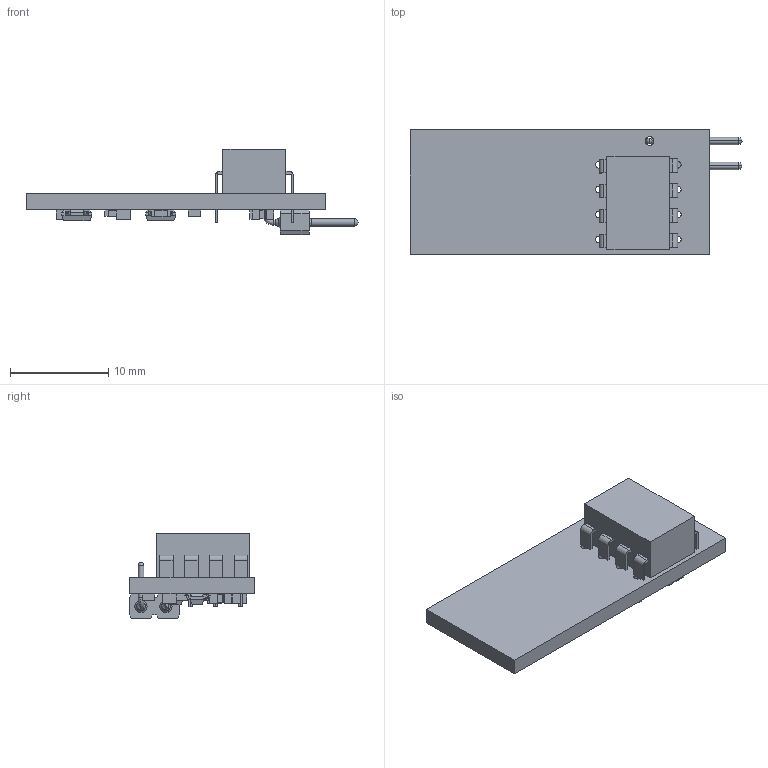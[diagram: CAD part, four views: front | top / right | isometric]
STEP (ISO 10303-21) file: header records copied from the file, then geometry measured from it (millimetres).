
FILE_DESCRIPTION(('Open CASCADE Model'),'2;1');
FILE_NAME('Open CASCADE Shape Model','2021-05-19T02:21:38',('Author'),( 'Open CASCADE'),'Open CASCADE STEP processor 6.8','Open CASCADE 6.8' ,'Unknown');
FILE_SCHEMA(('AUTOMOTIVE_DESIGN { 1 0 10303 214 1 1 1 1 }'));
Length unit declared in the file: millimetre
Products named in the file (20): PCB; Board; Open CASCADE STEP translator 6.8 1.1.1; Power_+; 800-80-002-20-001101; U1; dip8_v1; Q2; SOT-23_ONS; Q1; R4; RES_2012_SAM; R3; R2; R1; C4; CAP_X7R_0805_AVX; C3; C2; C1
Assembly tree (26 placements, depth 3):
  PCB
    Board
      Open CASCADE STEP translator 6.8 1.1.1
    Power_+
      800-80-002-20-001101
    U1
      dip8_v1
    Q2
      SOT-23_ONS
    Q1
      SOT-23_ONS
    R4
      RES_2012_SAM
    R3
      RES_2012_SAM
    R2
      RES_2012_SAM
    R1
      RES_2012_SAM
    C4
      CAP_X7R_0805_AVX
    C3
      CAP_X7R_0805_AVX
    C2
      CAP_X7R_0805_AVX
    C1
      CAP_X7R_0805_AVX
Bounding box: 33.79 x 12.73 x 8.73 mm (x, y, z)
Volume: 1000.5 mm3; surface area: 1592.6 mm2
Topology: 49 solids, 49 shells, 496 faces, 1146 edges, 742 vertices
Faces by surface type: plane 416, cylinder 56, bspline 20, cone 4
Full cylindrical faces by diameter (mm): 0.152 x2, 0.7 x8, 0.9 x2
Entity records: 10214 total; most frequent: CARTESIAN_POINT 1968, ORIENTED_EDGE 1410, DIRECTION 1392, EDGE_CURVE 705, LINE 572, VECTOR 572, VERTEX_POINT 460, AXIS2_PLACEMENT_3D 410
